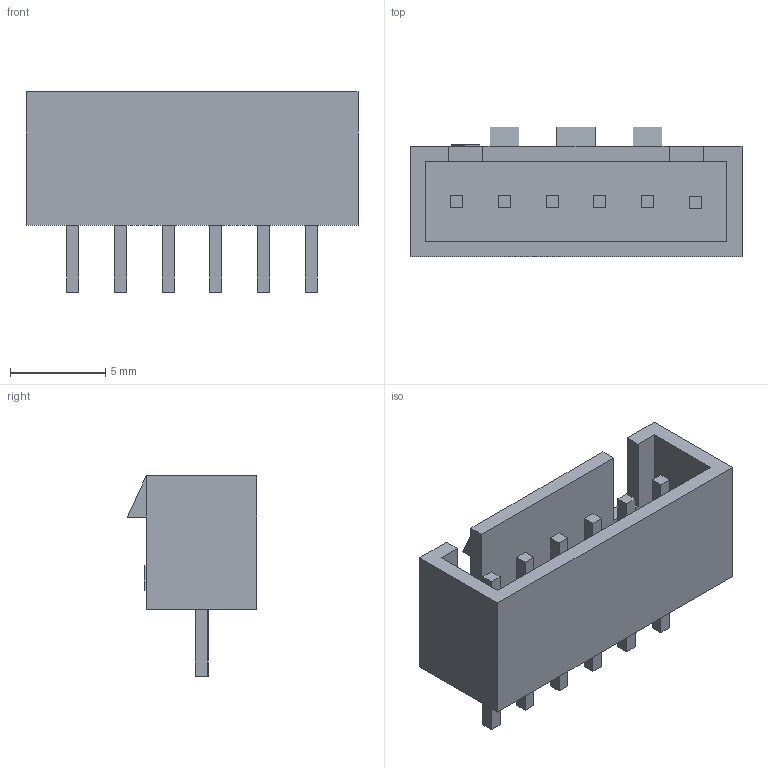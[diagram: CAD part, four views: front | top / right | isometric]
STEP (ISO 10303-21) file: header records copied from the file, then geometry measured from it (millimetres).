
FILE_DESCRIPTION(('FreeCAD Model'),'2;1');
FILE_NAME('연호전자_SMW250-06P.STEP', '2020-08-18T15:27:50',('Author'),(''), 'Open CASCADE STEP processor 7.3','FreeCAD','Unknown');
FILE_SCHEMA(('AUTOMOTIVE_DESIGN { 1 0 10303 214 1 1 1 1 }'));
Length unit declared in the file: millimetre
Products named in the file (1): Body
Bounding box: 17.4 x 6.8 x 10.5 mm (x, y, z)
Volume: 387.1 mm3; surface area: 839 mm2
Topology: 1 solids, 1 shells, 96 faces, 233 edges, 152 vertices
Faces by surface type: plane 96
Entity records: 5787 total; most frequent: CARTESIAN_POINT 948, DIRECTION 893, LINE 699, VECTOR 699, ORIENTED_EDGE 466, PCURVE 466, DEFINITIONAL_REPRESENTATION 466, EDGE_CURVE 233
